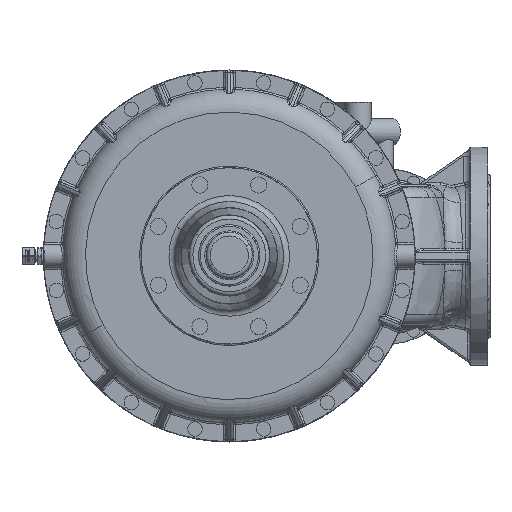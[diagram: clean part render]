
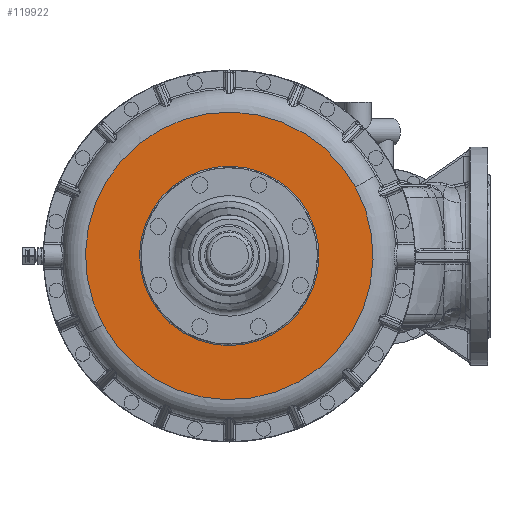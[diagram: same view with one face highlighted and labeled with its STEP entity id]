
A CAD part, top view. The second image highlights one B-rep face of the part: STEP entity #119922.
In plain terms, the highlighted planar face has unit normal (0, 0, 1).
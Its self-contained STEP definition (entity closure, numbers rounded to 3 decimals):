
#107795=CARTESIAN_POINT('Vertex',(-164.547,-89.892,368.)) ;
#107798=CARTESIAN_POINT('Axis2P3D Location',(0.,0.,368.)) ;
#107802=CARTESIAN_POINT('Vertex',(164.547,89.892,368.)) ;
#110256=CARTESIAN_POINT('Axis2P3D Location',(0.,0.,368.)) ;
#116419=CARTESIAN_POINT('Vertex',(-102.677,-56.093,368.)) ;
#116435=CARTESIAN_POINT('Vertex',(102.677,56.093,368.)) ;
#116438=CARTESIAN_POINT('Axis2P3D Location',(0.,0.,368.)) ;
#116460=CARTESIAN_POINT('Axis2P3D Location',(0.,0.,368.)) ;
#119909=CARTESIAN_POINT('Axis2P3D Location',(187.5,0.,368.)) ;
#107799=DIRECTION('Axis2P3D Direction',(0.,-0.,1.)) ;
#110257=DIRECTION('Axis2P3D Direction',(0.,0.,1.)) ;
#116439=DIRECTION('Axis2P3D Direction',(0.,-0.,1.)) ;
#116461=DIRECTION('Axis2P3D Direction',(0.,0.,1.)) ;
#119910=DIRECTION('Axis2P3D Direction',(0.,-0.,1.)) ;
#119911=DIRECTION('Axis2P3D XDirection',(1.,0.,0.)) ;
#107800=AXIS2_PLACEMENT_3D('Circle Axis2P3D',#107798,#107799,$) ;
#110258=AXIS2_PLACEMENT_3D('Circle Axis2P3D',#110256,#110257,$) ;
#116440=AXIS2_PLACEMENT_3D('Circle Axis2P3D',#116438,#116439,$) ;
#116462=AXIS2_PLACEMENT_3D('Circle Axis2P3D',#116460,#116461,$) ;
#119912=AXIS2_PLACEMENT_3D('Plane Axis2P3D',#119909,#119910,#119911) ;
#119915=ORIENTED_EDGE('',*,*,#110260,.T.) ;
#119916=ORIENTED_EDGE('',*,*,#107804,.T.) ;
#119919=ORIENTED_EDGE('',*,*,#116464,.F.) ;
#119920=ORIENTED_EDGE('',*,*,#116442,.F.) ;
#119921=FACE_BOUND('',#119918,.T.) ;
#119922=ADVANCED_FACE('Brep With Voids',(#119917,#119921),#119913,.T.) ;
#107801=CIRCLE('generated circle',#107800,187.5) ;
#110259=CIRCLE('generated circle',#110258,187.5) ;
#116441=CIRCLE('generated circle',#116440,117.) ;
#116463=CIRCLE('generated circle',#116462,117.) ;
#107804=EDGE_CURVE('',#107803,#107796,#107801,.T.) ;
#110260=EDGE_CURVE('',#107796,#107803,#110259,.T.) ;
#116442=EDGE_CURVE('',#116436,#116420,#116441,.T.) ;
#116464=EDGE_CURVE('',#116420,#116436,#116463,.T.) ;
#119914=EDGE_LOOP('',(#119915,#119916)) ;
#119918=EDGE_LOOP('',(#119919,#119920)) ;
#119917=FACE_OUTER_BOUND('',#119914,.T.) ;
#119913=PLANE('Plane',#119912) ;
#107796=VERTEX_POINT('',#107795) ;
#107803=VERTEX_POINT('',#107802) ;
#116420=VERTEX_POINT('',#116419) ;
#116436=VERTEX_POINT('',#116435) ;
